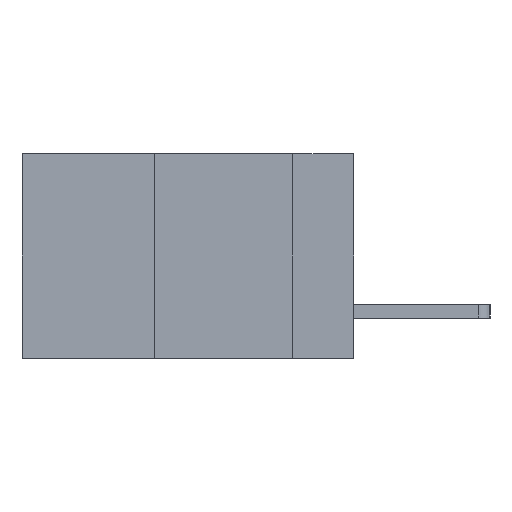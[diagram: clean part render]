
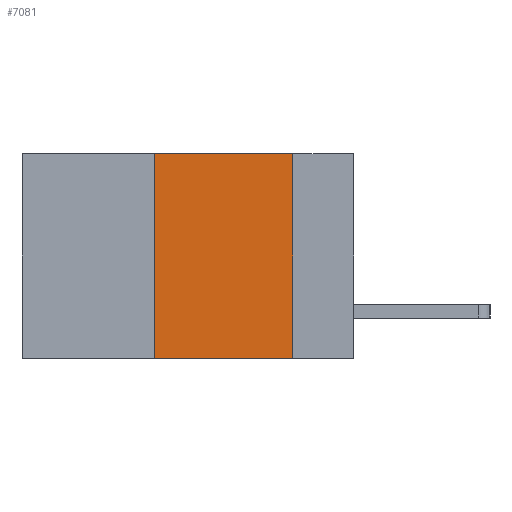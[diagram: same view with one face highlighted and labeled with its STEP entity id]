
A CAD part, left-side view. The second image highlights one B-rep face of the part: STEP entity #7081.
In plain terms, the highlighted planar face has unit normal (-1, 0, 0).
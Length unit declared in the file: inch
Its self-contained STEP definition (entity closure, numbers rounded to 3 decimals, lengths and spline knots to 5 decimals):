
#137 = ORIENTED_EDGE ( 'NONE', *, *, #5831, .F. ) ;
#387 = CARTESIAN_POINT ( 'NONE',  ( 0., 0.6, -0.37 ) ) ;
#820 = FACE_OUTER_BOUND ( 'NONE', #7597, .T. ) ;
#1617 = ORIENTED_EDGE ( 'NONE', *, *, #4683, .F. ) ;
#1693 = DIRECTION ( 'NONE',  ( 0., 0., -1. ) ) ;
#2459 = DIRECTION ( 'NONE',  ( 0., -1., 0. ) ) ;
#2870 = VECTOR ( 'NONE', #5505, 39.37008 ) ;
#2922 = CARTESIAN_POINT ( 'NONE',  ( 0., 0.36, -0.37 ) ) ;
#3660 = EDGE_CURVE ( 'NONE', #4050, #12464, #11962, .T. ) ;
#3703 = DIRECTION ( 'NONE',  ( 0., 0., -1. ) ) ;
#3838 = VECTOR ( 'NONE', #2459, 39.37008 ) ;
#4026 = CARTESIAN_POINT ( 'NONE',  ( 0., 0.36, 0. ) ) ;
#4050 = VERTEX_POINT ( 'NONE', #2922 ) ;
#4575 = CARTESIAN_POINT ( 'NONE',  ( 0., 0.11, 0. ) ) ;
#4653 = PLANE ( 'NONE',  #12359 ) ;
#4683 = EDGE_CURVE ( 'NONE', #8647, #6593, #6461, .T. ) ;
#5505 = DIRECTION ( 'NONE',  ( 0., -1., 0. ) ) ;
#5831 = EDGE_CURVE ( 'NONE', #12464, #8647, #7240, .T. ) ;
#6461 = LINE ( 'NONE', #4575, #6627 ) ;
#6593 = VERTEX_POINT ( 'NONE', #11889 ) ;
#6627 = VECTOR ( 'NONE', #1693, 39.37008 ) ;
#6997 = ORIENTED_EDGE ( 'NONE', *, *, #8690, .T. ) ;
#7081 = ADVANCED_FACE ( 'NONE', ( #820 ), #4653, .F. ) ;
#7204 = CARTESIAN_POINT ( 'NONE',  ( 0., 0.36, 0. ) ) ;
#7240 = LINE ( 'NONE', #11101, #3838 ) ;
#7488 = CARTESIAN_POINT ( 'NONE',  ( 0., 0.11, 0. ) ) ;
#7597 = EDGE_LOOP ( 'NONE', ( #1617, #137, #10846, #6997 ) ) ;
#8647 = VERTEX_POINT ( 'NONE', #7488 ) ;
#8690 = EDGE_CURVE ( 'NONE', #4050, #6593, #10917, .T. ) ;
#9232 = VECTOR ( 'NONE', #11122, 39.37008 ) ;
#9507 = DIRECTION ( 'NONE',  ( 1., 0., 0. ) ) ;
#10846 = ORIENTED_EDGE ( 'NONE', *, *, #3660, .F. ) ;
#10917 = LINE ( 'NONE', #387, #2870 ) ;
#11101 = CARTESIAN_POINT ( 'NONE',  ( 0., 0.6, 0. ) ) ;
#11122 = DIRECTION ( 'NONE',  ( 0., 0., 1. ) ) ;
#11889 = CARTESIAN_POINT ( 'NONE',  ( 0., 0.11, -0.37 ) ) ;
#11962 = LINE ( 'NONE', #7204, #9232 ) ;
#12359 = AXIS2_PLACEMENT_3D ( 'NONE', #12365, #9507, #3703 ) ;
#12365 = CARTESIAN_POINT ( 'NONE',  ( 0., 0.6, 0. ) ) ;
#12464 = VERTEX_POINT ( 'NONE', #4026 ) ;
